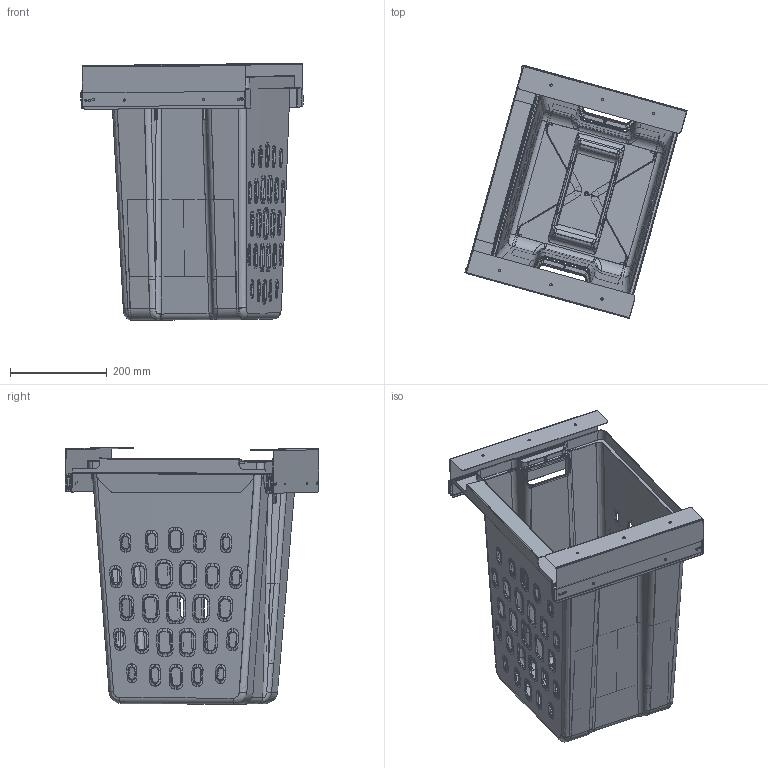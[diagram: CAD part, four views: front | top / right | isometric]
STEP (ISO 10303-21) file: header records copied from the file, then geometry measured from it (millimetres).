
FILE_DESCRIPTION((''),'2;1');
FILE_NAME('LAB1UPG (CuboDe-lLAB1580PL45).stp','2021-02-09T14:32:51',('rguerrero'),(''),'Autodesk Inventor 2010','Autodesk Inventor 2010','');
FILE_SCHEMA(('AUTOMOTIVE_DESIGN { 1 0 10303 214 1 1 1 1 }'));
Length unit declared in the file: millimetre
Products named in the file (9): LAB1UPG (CuboDe-lLAB1580PL45); Deckelwinkel_ 50Liter; Auszug LF-ZE10 VarC Hochbug; secchio forato X45 333EEH fondo ingrossato; GuiaEspecialCubos_GUIA PANTALONERO 450 standard; GuiaEspecialCubos_L35220 EXT CABINET 450 stan; GuiaEspecialCubos_L35220 EXT DRAWER 450 stan; GuiaEspecialCubos_L35220 INT 450 stan; GuiaEspecialCubos_GUIA PANTALONERO 450 standard_1
Assembly tree (12 placements, depth 3):
  LAB1UPG (CuboDe-lLAB1580PL45)
    Deckelwinkel_ 50Liter  x2
    Auszug LF-ZE10 VarC Hochbug
    secchio forato X45 333EEH fondo ingrossato
    GuiaEspecialCubos_GUIA PANTALONERO 450 standard
      GuiaEspecialCubos_L35220 EXT CABINET 450 stan
      GuiaEspecialCubos_L35220 EXT DRAWER 450 stan
      GuiaEspecialCubos_L35220 INT 450 stan
    GuiaEspecialCubos_GUIA PANTALONERO 450 standard_1
      GuiaEspecialCubos_L35220 EXT CABINET 450 stan
      GuiaEspecialCubos_L35220 EXT DRAWER 450 stan
      GuiaEspecialCubos_L35220 INT 450 stan
Bounding box: 460.29 x 524.71 x 532.58 mm (x, y, z)
Volume: 1620029.7 mm3; surface area: 2032937.2 mm2
Topology: 10 solids, 10 shells, 2457 faces, 6470 edges, 4021 vertices
Faces by surface type: bspline 1201, plane 576, cylinder 546, cone 70, torus 58, sphere 6
Full cylindrical faces by diameter (mm): 4.5 x18, 5 x8
Entity records: 205701 total; most frequent: CARTESIAN_POINT 151165, ORIENTED_EDGE 12252, DIRECTION 9142, EDGE_CURVE 6126, VERTEX_POINT 3849, AXIS2_PLACEMENT_3D 3645, EDGE_LOOP 2601, FACE_OUTER_BOUND 2369
